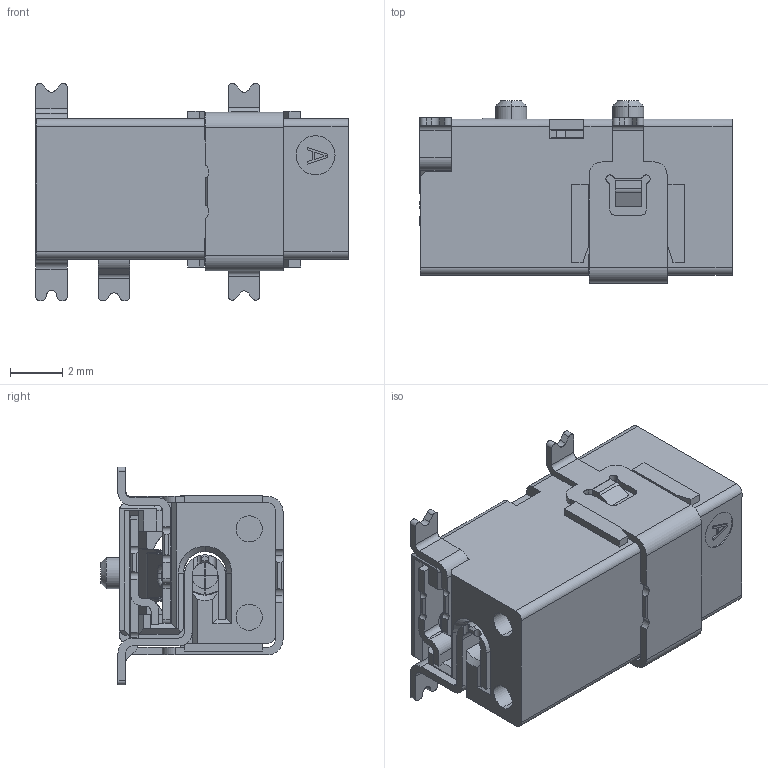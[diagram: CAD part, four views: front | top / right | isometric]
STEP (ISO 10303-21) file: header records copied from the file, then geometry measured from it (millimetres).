
FILE_DESCRIPTION (( 'STEP AP203' ), '1' );
FILE_NAME ('54-00289.STEP', '2021-06-18T00:44:24', ( '' ), ( '' ), 'SwSTEP 2.0', 'SolidWorks 2021', '' );
FILE_SCHEMA (( 'CONFIG_CONTROL_DESIGN' ));
Length unit declared in the file: millimetre
Products named in the file (1): 54-00289
Bounding box: 12.01 x 7 x 8.37 mm (x, y, z)
Volume: 251 mm3; surface area: 905.7 mm2
Topology: 1 solids, 1 shells, 499 faces, 1460 edges, 955 vertices
Faces by surface type: plane 305, cylinder 165, bspline 18, cone 11
Entity records: 17237 total; most frequent: CARTESIAN_POINT 3826, ORIENTED_EDGE 2920, DIRECTION 2690, EDGE_CURVE 1460, LINE 1012, VECTOR 1012, VERTEX_POINT 955, AXIS2_PLACEMENT_3D 839
